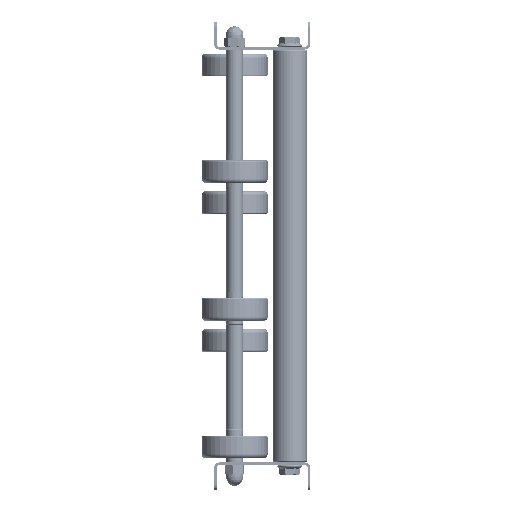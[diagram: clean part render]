
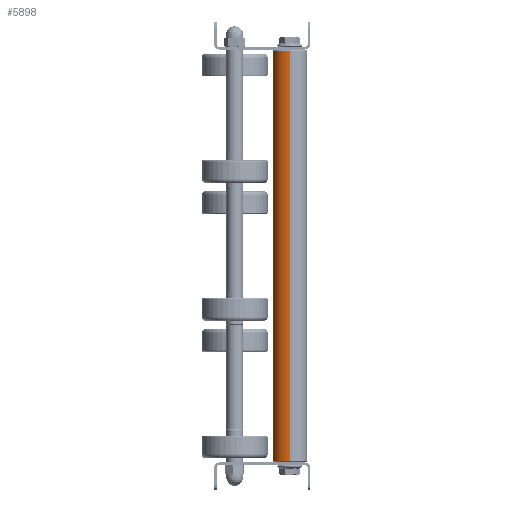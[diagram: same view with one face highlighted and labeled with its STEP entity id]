
A CAD part, left-side view. The second image highlights one B-rep face of the part: STEP entity #5898.
In plain terms, the highlighted cylindrical face has radius 12.5 mm (diameter 25 mm), a partial arc.
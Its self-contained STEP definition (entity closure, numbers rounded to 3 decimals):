
#3682 = EDGE_LOOP ( 'NONE', ( #16262, #27857, #16219, #20926 ) ) ;
#5284 = VERTEX_POINT ( 'NONE', #24948 ) ;
#5772 = AXIS2_PLACEMENT_3D ( 'NONE', #13622, #25864, #7816 ) ;
#5819 = FACE_OUTER_BOUND ( 'NONE', #3682, .T. ) ;
#5898 = ADVANCED_FACE ( 'NONE', ( #5819 ), #8622, .T. ) ;
#7816 = DIRECTION ( 'NONE',  ( 0., 0., -1. ) ) ;
#8622 = CYLINDRICAL_SURFACE ( 'NONE', #29507, 12.5 ) ;
#8804 = DIRECTION ( 'NONE',  ( 0., 0., -1. ) ) ;
#9521 = LINE ( 'NONE', #19666, #28677 ) ;
#9964 = DIRECTION ( 'NONE',  ( -1., 0., 0. ) ) ;
#10217 = CARTESIAN_POINT ( 'NONE',  ( 1., 0., -12.5 ) ) ;
#11246 = DIRECTION ( 'NONE',  ( -1., 0., 0. ) ) ;
#11318 = VERTEX_POINT ( 'NONE', #21586 ) ;
#11789 = VERTEX_POINT ( 'NONE', #10217 ) ;
#13622 = CARTESIAN_POINT ( 'NONE',  ( 1., 0., 0. ) ) ;
#14904 = CARTESIAN_POINT ( 'NONE',  ( 299., 0., 12.5 ) ) ;
#16219 = ORIENTED_EDGE ( 'NONE', *, *, #19076, .T. ) ;
#16262 = ORIENTED_EDGE ( 'NONE', *, *, #31115, .T. ) ;
#17174 = VERTEX_POINT ( 'NONE', #14904 ) ;
#18739 = CARTESIAN_POINT ( 'NONE',  ( 300., 0., 0. ) ) ;
#18897 = DIRECTION ( 'NONE',  ( 0., 0., 1. ) ) ;
#19076 = EDGE_CURVE ( 'NONE', #11789, #11318, #20054, .T. ) ;
#19666 = CARTESIAN_POINT ( 'NONE',  ( 300., 0., 12.5 ) ) ;
#20054 = CIRCLE ( 'NONE', #5772, 12.5 ) ;
#20262 = LINE ( 'NONE', #20580, #27270 ) ;
#20580 = CARTESIAN_POINT ( 'NONE',  ( 300., 0., -12.5 ) ) ;
#20926 = ORIENTED_EDGE ( 'NONE', *, *, #22799, .F. ) ;
#21586 = CARTESIAN_POINT ( 'NONE',  ( 1., 0., 12.5 ) ) ;
#22799 = EDGE_CURVE ( 'NONE', #17174, #11318, #9521, .T. ) ;
#23556 = CARTESIAN_POINT ( 'NONE',  ( 299., 0., 0. ) ) ;
#24948 = CARTESIAN_POINT ( 'NONE',  ( 299., 0., -12.5 ) ) ;
#25864 = DIRECTION ( 'NONE',  ( 1., 0., 0. ) ) ;
#26683 = DIRECTION ( 'NONE',  ( -1., 0., 0. ) ) ;
#26978 = CIRCLE ( 'NONE', #29580, 12.5 ) ;
#27131 = EDGE_CURVE ( 'NONE', #5284, #11789, #20262, .T. ) ;
#27270 = VECTOR ( 'NONE', #9964, 1000. ) ;
#27857 = ORIENTED_EDGE ( 'NONE', *, *, #27131, .T. ) ;
#28677 = VECTOR ( 'NONE', #29693, 1000. ) ;
#29507 = AXIS2_PLACEMENT_3D ( 'NONE', #18739, #11246, #18897 ) ;
#29580 = AXIS2_PLACEMENT_3D ( 'NONE', #23556, #26683, #8804 ) ;
#29693 = DIRECTION ( 'NONE',  ( -1., 0., 0. ) ) ;
#31115 = EDGE_CURVE ( 'NONE', #17174, #5284, #26978, .T. ) ;
